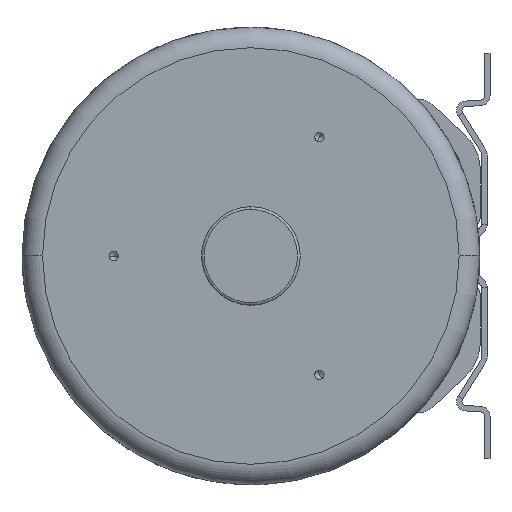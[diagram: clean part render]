
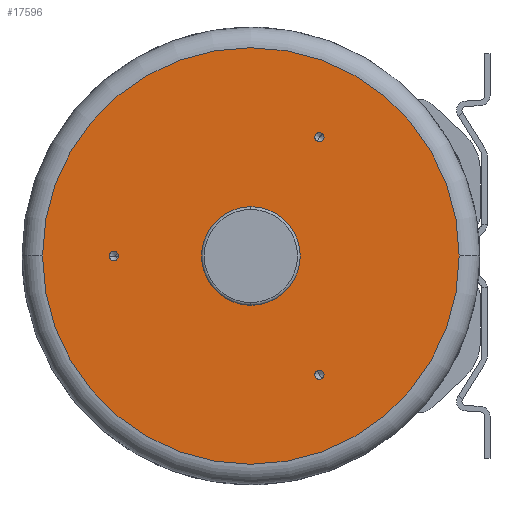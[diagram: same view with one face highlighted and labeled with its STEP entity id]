
A CAD part, left-side view. The second image highlights one B-rep face of the part: STEP entity #17596.
In plain terms, the highlighted planar face has unit normal (-1, 0, 0).
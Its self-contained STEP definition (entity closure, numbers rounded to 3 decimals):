
#6288=CARTESIAN_POINT('',(-97.,0.,0.));
#6289=DIRECTION('',(-1.,0.,0.));
#6290=DIRECTION('',(0.,0.,1.));
#6291=AXIS2_PLACEMENT_3D('',#6288,#6289,#6290);
#6293=CARTESIAN_POINT('',(-97.,0.,0.));
#6294=DIRECTION('',(-1.,0.,0.));
#6295=DIRECTION('',(0.,0.,-1.));
#6296=AXIS2_PLACEMENT_3D('',#6293,#6294,#6295);
#6298=CARTESIAN_POINT('',(-97.,100.,0.));
#6299=DIRECTION('',(-1.,0.,0.));
#6300=DIRECTION('',(0.,1.,0.));
#6301=AXIS2_PLACEMENT_3D('',#6298,#6299,#6300);
#6303=CARTESIAN_POINT('',(-97.,100.,0.));
#6304=DIRECTION('',(-1.,0.,0.));
#6305=DIRECTION('',(0.,-1.,0.));
#6306=AXIS2_PLACEMENT_3D('',#6303,#6304,#6305);
#6308=CARTESIAN_POINT('',(-97.,-50.,86.603));
#6309=DIRECTION('',(-1.,0.,0.));
#6310=DIRECTION('',(0.,-0.5,0.866));
#6311=AXIS2_PLACEMENT_3D('',#6308,#6309,#6310);
#6313=CARTESIAN_POINT('',(-97.,-50.,86.603));
#6314=DIRECTION('',(-1.,0.,0.));
#6315=DIRECTION('',(0.,0.5,-0.866));
#6316=AXIS2_PLACEMENT_3D('',#6313,#6314,#6315);
#6318=CARTESIAN_POINT('',(-97.,-50.,-86.603));
#6319=DIRECTION('',(-1.,0.,0.));
#6320=DIRECTION('',(0.,-0.5,-0.866));
#6321=AXIS2_PLACEMENT_3D('',#6318,#6319,#6320);
#6323=CARTESIAN_POINT('',(-97.,-50.,-86.603));
#6324=DIRECTION('',(-1.,0.,0.));
#6325=DIRECTION('',(0.,0.5,0.866));
#6326=AXIS2_PLACEMENT_3D('',#6323,#6324,#6325);
#6328=CARTESIAN_POINT('',(-97.,0.,0.));
#6329=DIRECTION('',(-1.,0.,0.));
#6330=DIRECTION('',(0.,1.,0.));
#6331=AXIS2_PLACEMENT_3D('',#6328,#6329,#6330);
#6333=CARTESIAN_POINT('',(-97.,0.,0.));
#6334=DIRECTION('',(-1.,0.,0.));
#6335=DIRECTION('',(0.,-1.,0.));
#6336=AXIS2_PLACEMENT_3D('',#6333,#6334,#6335);
#8087=CARTESIAN_POINT('',(-97.,103.4,0.));
#8088=CARTESIAN_POINT('',(-97.,96.6,0.));
#8089=VERTEX_POINT('',#8087);
#8090=VERTEX_POINT('',#8088);
#8097=CARTESIAN_POINT('',(-97.,-51.7,89.547));
#8098=CARTESIAN_POINT('',(-97.,-48.3,83.658));
#8099=VERTEX_POINT('',#8097);
#8100=VERTEX_POINT('',#8098);
#8107=CARTESIAN_POINT('',(-97.,-51.7,-89.547));
#8108=CARTESIAN_POINT('',(-97.,-48.3,-83.658));
#8109=VERTEX_POINT('',#8107);
#8110=VERTEX_POINT('',#8108);
#8131=CARTESIAN_POINT('',(-97.,0.,36.));
#8132=CARTESIAN_POINT('',(-97.,0.,-36.));
#8133=VERTEX_POINT('',#8131);
#8134=VERTEX_POINT('',#8132);
#8639=CARTESIAN_POINT('',(-97.,152.,0.));
#8640=CARTESIAN_POINT('',(-97.,-152.,0.));
#8641=VERTEX_POINT('',#8639);
#8642=VERTEX_POINT('',#8640);
#17562=CARTESIAN_POINT('',(-97.,0.,0.));
#17563=DIRECTION('',(1.,0.,0.));
#17564=DIRECTION('',(0.,-1.,0.));
#17565=AXIS2_PLACEMENT_3D('',#17562,#17563,#17564);
#17566=PLANE('',#17565);
#17568=ORIENTED_EDGE('',*,*,#17567,.F.);
#17569=ORIENTED_EDGE('',*,*,#17552,.F.);
#17570=EDGE_LOOP('',(#17568,#17569));
#17571=FACE_OUTER_BOUND('',#17570,.F.);
#17573=ORIENTED_EDGE('',*,*,#17572,.T.);
#17575=ORIENTED_EDGE('',*,*,#17574,.T.);
#17576=EDGE_LOOP('',(#17573,#17575));
#17577=FACE_BOUND('',#17576,.F.);
#17579=ORIENTED_EDGE('',*,*,#17578,.T.);
#17581=ORIENTED_EDGE('',*,*,#17580,.T.);
#17582=EDGE_LOOP('',(#17579,#17581));
#17583=FACE_BOUND('',#17582,.F.);
#17585=ORIENTED_EDGE('',*,*,#17584,.T.);
#17587=ORIENTED_EDGE('',*,*,#17586,.T.);
#17588=EDGE_LOOP('',(#17585,#17587));
#17589=FACE_BOUND('',#17588,.F.);
#17591=ORIENTED_EDGE('',*,*,#17590,.T.);
#17593=ORIENTED_EDGE('',*,*,#17592,.T.);
#17594=EDGE_LOOP('',(#17591,#17593));
#17595=FACE_BOUND('',#17594,.F.);
#17596=ADVANCED_FACE('',(#17571,#17577,#17583,#17589,#17595),#17566,.F.);
#6292=CIRCLE('',#6291,36.);
#6297=CIRCLE('',#6296,36.);
#6302=CIRCLE('',#6301,3.4);
#6307=CIRCLE('',#6306,3.4);
#6312=CIRCLE('',#6311,3.4);
#6317=CIRCLE('',#6316,3.4);
#6322=CIRCLE('',#6321,3.4);
#6327=CIRCLE('',#6326,3.4);
#6332=CIRCLE('',#6331,152.);
#6337=CIRCLE('',#6336,152.);
#17552=EDGE_CURVE('',#8642,#8641,#6337,.T.);
#17567=EDGE_CURVE('',#8641,#8642,#6332,.T.);
#17572=EDGE_CURVE('',#8089,#8090,#6302,.T.);
#17574=EDGE_CURVE('',#8090,#8089,#6307,.T.);
#17578=EDGE_CURVE('',#8099,#8100,#6312,.T.);
#17580=EDGE_CURVE('',#8100,#8099,#6317,.T.);
#17584=EDGE_CURVE('',#8109,#8110,#6322,.T.);
#17586=EDGE_CURVE('',#8110,#8109,#6327,.T.);
#17590=EDGE_CURVE('',#8133,#8134,#6292,.T.);
#17592=EDGE_CURVE('',#8134,#8133,#6297,.T.);
